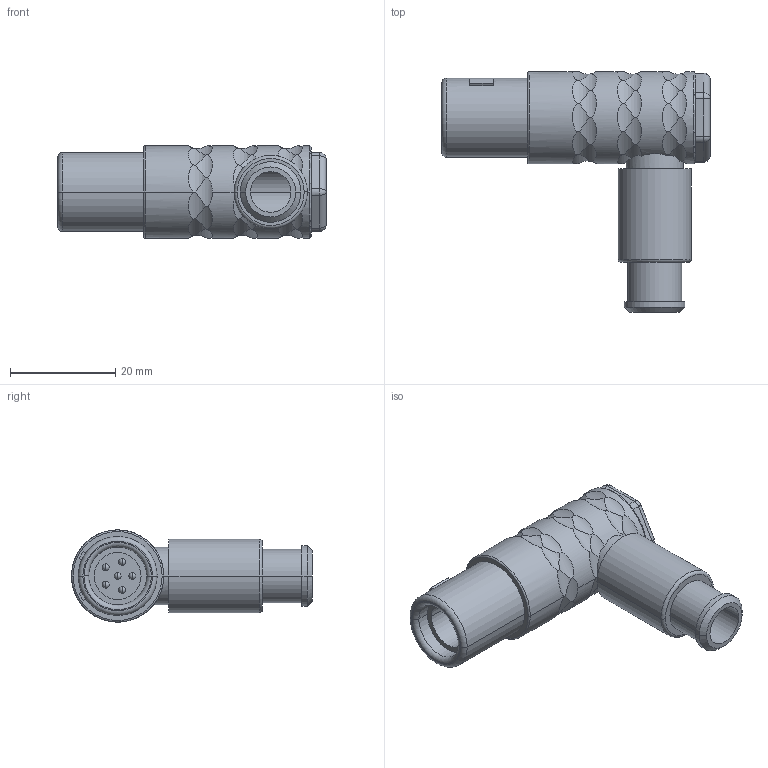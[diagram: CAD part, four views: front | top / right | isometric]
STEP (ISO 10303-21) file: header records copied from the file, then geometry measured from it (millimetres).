
FILE_DESCRIPTION((''),'2;1');
FILE_NAME('W22KFC-P06M','2013-01-30T',('rtrager'),(''),'PRO/ENGINEER BY PARAMETRIC TECHNOLOGY CORPORATION, 2010330','PRO/ENGINEER BY PARAMETRIC TECHNOLOGY CORPORATION, 2010330','');
FILE_SCHEMA(('CONFIG_CONTROL_DESIGN'));
Length unit declared in the file: millimetre
Products named in the file (1): W22KFC-P06M
Bounding box: 51 x 45.75 x 17.5 mm (x, y, z)
Volume: 10258.1 mm3; surface area: 6606.7 mm2
Topology: 1 solids, 1 shells, 233 faces, 596 edges, 375 vertices
Faces by surface type: cylinder 152, plane 46, sphere 18, torus 15, cone 2
Entity records: 9343 total; most frequent: CARTESIAN_POINT 4006, ORIENTED_EDGE 1168, DIRECTION 1021, EDGE_CURVE 584, AXIS2_PLACEMENT_3D 438, VERTEX_POINT 375, EDGE_LOOP 255, B_SPLINE_CURVE_WITH_KNOTS 234
